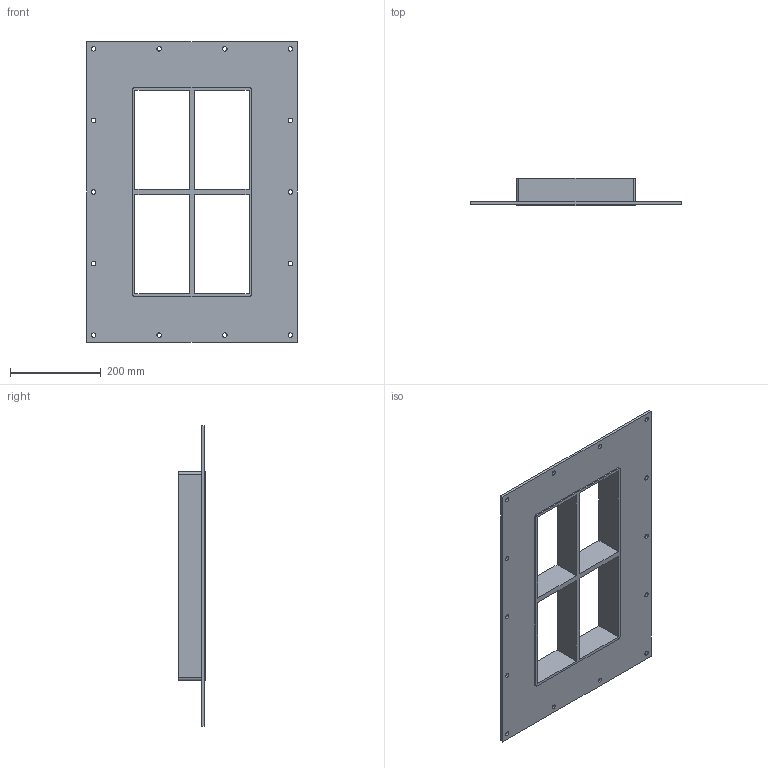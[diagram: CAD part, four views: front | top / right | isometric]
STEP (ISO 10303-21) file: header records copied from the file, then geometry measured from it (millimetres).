
FILE_DESCRIPTION((''),'2;1');
FILE_NAME('GHFL1006+6X2.stp','2014-03-10T22:15:43',(''),(''),'Autodesk Inventor 2013','Autodesk Inventor 2013','');
FILE_SCHEMA(('AUTOMOTIVE_DESIGN { 1 0 10303 214 1 1 1 1 }'));
Length unit declared in the file: millimetre
Products named in the file (1): GH FL100
Bounding box: 463 x 60 x 660 mm (x, y, z)
Volume: 2053573.9 mm3; surface area: 654931.6 mm2
Topology: 1 solids, 1 shells, 54 faces, 164 edges, 114 vertices
Faces by surface type: plane 32, cylinder 22
Full cylindrical faces by diameter (mm): 10 x14
Entity records: 1766 total; most frequent: CARTESIAN_POINT 291, DIRECTION 290, ORIENTED_EDGE 272, EDGE_CURVE 136, EDGE_LOOP 106, VERTEX_POINT 100, AXIS2_PLACEMENT_3D 99, VECTOR 92
